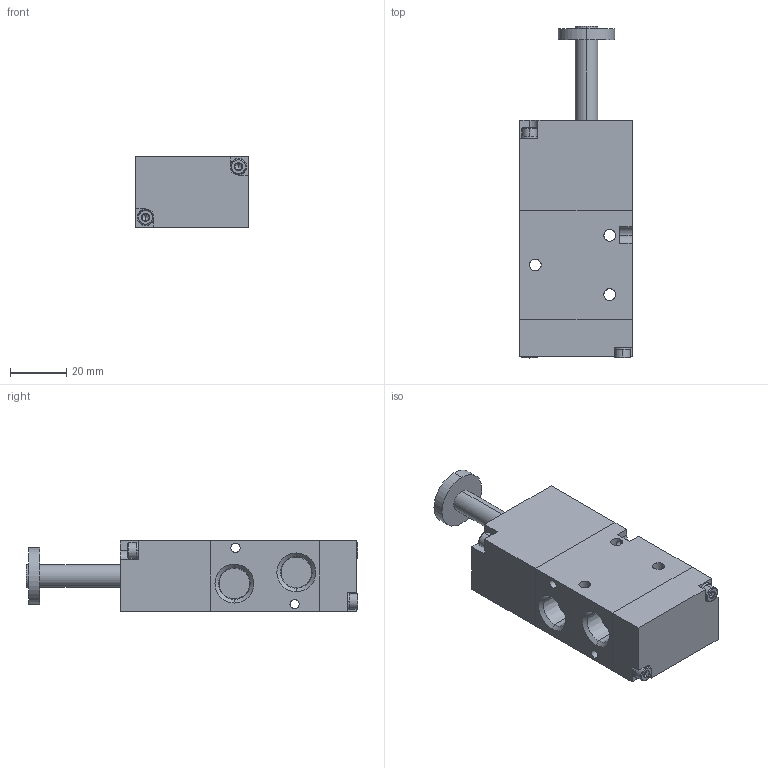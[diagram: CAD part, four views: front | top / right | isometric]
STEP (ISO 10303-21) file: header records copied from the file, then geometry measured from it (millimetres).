
FILE_DESCRIPTION (( 'STEP AP203' ), '1' );
FILE_NAME ('7020020500U.step', '2024-02-07T21:33:52', ( '' ), ( '' ), 'SwSTEP 2.0', 'SolidWorks 2023', '' );
FILE_SCHEMA (( 'CONFIG_CONTROL_DESIGN' ));
Length unit declared in the file: inch
Products named in the file (1): 7020020500U
Bounding box: 40 x 117.9 x 25 mm (x, y, z)
Volume: 81697.9 mm3; surface area: 22115.3 mm2
Topology: 11 solids, 11 shells, 256 faces, 571 edges, 344 vertices
Faces by surface type: plane 117, cylinder 65, cone 50, bspline 24
Entity records: 7918 total; most frequent: CARTESIAN_POINT 2196, DIRECTION 1209, ORIENTED_EDGE 1126, EDGE_CURVE 563, AXIS2_PLACEMENT_3D 461, VERTEX_POINT 344, EDGE_LOOP 293, LINE 287
